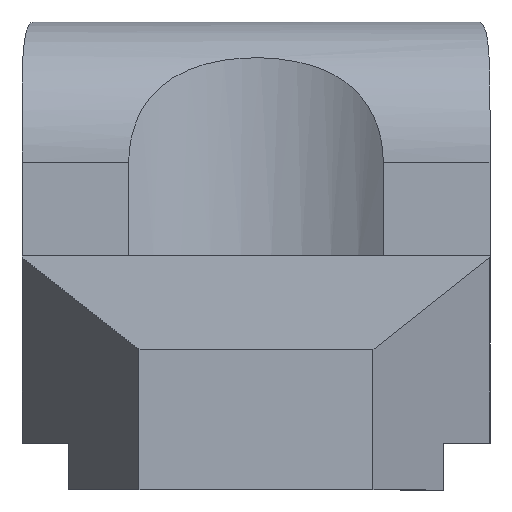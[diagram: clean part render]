
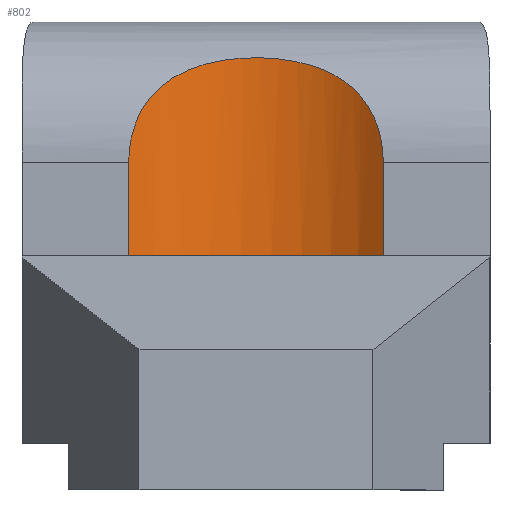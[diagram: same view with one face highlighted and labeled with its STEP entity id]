
A CAD part, left-side view. The second image highlights one B-rep face of the part: STEP entity #802.
In plain terms, the highlighted cylindrical face has radius 21 mm (diameter 42 mm), a partial arc.
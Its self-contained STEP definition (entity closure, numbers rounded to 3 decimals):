
#15 = DIRECTION ( 'NONE',  ( -1., 0., 0. ) ) ;
#25 = CARTESIAN_POINT ( 'NONE',  ( 17.407, 11.763, 41.38 ) ) ;
#31 = CARTESIAN_POINT ( 'NONE',  ( 20.893, 2.157, 46.084 ) ) ;
#38 = CARTESIAN_POINT ( 'NONE',  ( 20.579, 4.265, 45.793 ) ) ;
#47 = CARTESIAN_POINT ( 'NONE',  ( 20.279, -5.47, 45.492 ) ) ;
#77 = EDGE_CURVE ( 'NONE', #996, #521, #380, .T. ) ;
#110 = CARTESIAN_POINT ( 'NONE',  ( 19.364, 8.167, 44.475 ) ) ;
#117 = CARTESIAN_POINT ( 'NONE',  ( 16.15, 13.423, 37.16 ) ) ;
#123 = CARTESIAN_POINT ( 'NONE',  ( 19.921, -6.656, 45.114 ) ) ;
#127 = DIRECTION ( 'NONE',  ( 0., 0., 1. ) ) ;
#131 = CARTESIAN_POINT ( 'NONE',  ( 16., -13.601, 35.871 ) ) ;
#136 = CARTESIAN_POINT ( 'NONE',  ( 18.388, -10.149, 43.126 ) ) ;
#158 = VERTEX_POINT ( 'NONE', #313 ) ;
#164 = ORIENTED_EDGE ( 'NONE', *, *, #964, .T. ) ;
#172 = CARTESIAN_POINT ( 'NONE',  ( 16., 13.601, 35. ) ) ;
#179 = CARTESIAN_POINT ( 'NONE',  ( 0., 0., 55. ) ) ;
#194 = CARTESIAN_POINT ( 'NONE',  ( 19.922, 6.654, 45.115 ) ) ;
#201 = CARTESIAN_POINT ( 'NONE',  ( 17.89, 11.002, 42.297 ) ) ;
#207 = CARTESIAN_POINT ( 'NONE',  ( 16., -13.601, 35. ) ) ;
#211 = CARTESIAN_POINT ( 'NONE',  ( 19.788, -7.044, 44.966 ) ) ;
#260 = DIRECTION ( 'NONE',  ( 0., 0., -1. ) ) ;
#273 = DIRECTION ( 'NONE',  ( 0., 0., -1. ) ) ;
#280 = ORIENTED_EDGE ( 'NONE', *, *, #304, .F. ) ;
#288 = CARTESIAN_POINT ( 'NONE',  ( 19.789, 7.041, 44.967 ) ) ;
#292 = CARTESIAN_POINT ( 'NONE',  ( 16.706, -12.726, 39.565 ) ) ;
#298 = CARTESIAN_POINT ( 'NONE',  ( 20.933, 1.725, 46.121 ) ) ;
#304 = EDGE_CURVE ( 'NONE', #158, #549, #581, .T. ) ;
#313 = CARTESIAN_POINT ( 'NONE',  ( 16., -13.601, 35. ) ) ;
#363 = CARTESIAN_POINT ( 'NONE',  ( 17.104, 12.193, 40.703 ) ) ;
#369 = CARTESIAN_POINT ( 'NONE',  ( 19.051, 8.865, 44.085 ) ) ;
#375 = CARTESIAN_POINT ( 'NONE',  ( 20.278, 5.475, 45.491 ) ) ;
#380 = LINE ( 'NONE', #956, #667 ) ;
#384 = B_SPLINE_CURVE_WITH_KNOTS ( 'NONE', 3,
 ( #207, #131, #707, #877, #629, #1023, #292, #852, #716, #555, #862, #946, #467, #136, #952, #385, #471, #211, #123, #784, #47, #453, #534, #462, #622, #794, #1032, #298, #31, #857, #38, #375, #635, #194, #288, #110, #369, #775, #546, #936, #201, #25, #363, #695, #868, #117, #458, #779, #699, #817 ),
 .UNSPECIFIED., .F., .F.,
 ( 4, 2, 2, 2, 2, 2, 2, 2, 2, 2, 2, 2, 2, 2, 2, 2, 2, 2, 2, 2, 2, 2, 2, 2, 4 ),
 ( 0., 0.003, 0.004, 0.005, 0.006, 0.008, 0.009, 0.01, 0.013, 0.014, 0.015, 0.018, 0.021, 0.022, 0.023, 0.026, 0.027, 0.028, 0.031, 0.032, 0.033, 0.036, 0.039, 0.04, 0.041 ),
 .UNSPECIFIED. ) ;
#385 = CARTESIAN_POINT ( 'NONE',  ( 19.051, -8.865, 44.086 ) ) ;
#408 = VECTOR ( 'NONE', #273, 1000. ) ;
#453 = CARTESIAN_POINT ( 'NONE',  ( 20.582, -4.253, 45.795 ) ) ;
#455 = EDGE_CURVE ( 'NONE', #549, #996, #835, .T. ) ;
#458 = CARTESIAN_POINT ( 'NONE',  ( 16.094, 13.49, 36.733 ) ) ;
#462 = CARTESIAN_POINT ( 'NONE',  ( 20.948, -1.706, 46.135 ) ) ;
#463 = DIRECTION ( 'NONE',  ( 0., 0., 1. ) ) ;
#467 = CARTESIAN_POINT ( 'NONE',  ( 18.055, -10.73, 42.584 ) ) ;
#471 = CARTESIAN_POINT ( 'NONE',  ( 19.364, -8.164, 44.476 ) ) ;
#521 = VERTEX_POINT ( 'NONE', #172 ) ;
#534 = CARTESIAN_POINT ( 'NONE',  ( 20.738, -3.417, 45.941 ) ) ;
#546 = CARTESIAN_POINT ( 'NONE',  ( 18.391, 10.142, 43.132 ) ) ;
#549 = VERTEX_POINT ( 'NONE', #673 ) ;
#555 = CARTESIAN_POINT ( 'NONE',  ( 17.406, -11.751, 41.352 ) ) ;
#581 = LINE ( 'NONE', #613, #408 ) ;
#597 = CARTESIAN_POINT ( 'NONE',  ( 16., 13.601, 25. ) ) ;
#613 = CARTESIAN_POINT ( 'NONE',  ( 16., -13.601, 55. ) ) ;
#622 = CARTESIAN_POINT ( 'NONE',  ( 21., -0.849, 46.181 ) ) ;
#629 = CARTESIAN_POINT ( 'NONE',  ( 16.381, -13.141, 38.384 ) ) ;
#635 = CARTESIAN_POINT ( 'NONE',  ( 20.167, 5.872, 45.376 ) ) ;
#638 = CARTESIAN_POINT ( 'NONE',  ( 0., 0., 25. ) ) ;
#667 = VECTOR ( 'NONE', #463, 1000. ) ;
#673 = CARTESIAN_POINT ( 'NONE',  ( 16., -13.601, 25. ) ) ;
#680 = ORIENTED_EDGE ( 'NONE', *, *, #455, .F. ) ;
#682 = AXIS2_PLACEMENT_3D ( 'NONE', #638, #127, #880 ) ;
#695 = CARTESIAN_POINT ( 'NONE',  ( 16.578, 12.899, 39.199 ) ) ;
#697 = EDGE_LOOP ( 'NONE', ( #680, #280, #164, #973 ) ) ;
#699 = CARTESIAN_POINT ( 'NONE',  ( 16., 13.601, 35.436 ) ) ;
#707 = CARTESIAN_POINT ( 'NONE',  ( 16.075, -13.514, 36.722 ) ) ;
#716 = CARTESIAN_POINT ( 'NONE',  ( 17.106, -12.185, 40.665 ) ) ;
#775 = CARTESIAN_POINT ( 'NONE',  ( 18.559, 9.833, 43.385 ) ) ;
#779 = CARTESIAN_POINT ( 'NONE',  ( 16.019, 13.579, 35.87 ) ) ;
#784 = CARTESIAN_POINT ( 'NONE',  ( 20.167, -5.869, 45.377 ) ) ;
#794 = CARTESIAN_POINT ( 'NONE',  ( 21., 0.437, 46.18 ) ) ;
#802 = ADVANCED_FACE ( 'NONE', ( #990 ), #830, .F. ) ;
#817 = CARTESIAN_POINT ( 'NONE',  ( 16., 13.601, 35. ) ) ;
#830 = CYLINDRICAL_SURFACE ( 'NONE', #905, 21. ) ;
#835 = CIRCLE ( 'NONE', #682, 21. ) ;
#852 = CARTESIAN_POINT ( 'NONE',  ( 16.965, -12.379, 40.307 ) ) ;
#857 = CARTESIAN_POINT ( 'NONE',  ( 20.735, 3.436, 45.938 ) ) ;
#862 = CARTESIAN_POINT ( 'NONE',  ( 17.565, -11.513, 41.681 ) ) ;
#868 = CARTESIAN_POINT ( 'NONE',  ( 16.367, 13.159, 38.405 ) ) ;
#877 = CARTESIAN_POINT ( 'NONE',  ( 16.291, -13.252, 37.97 ) ) ;
#880 = DIRECTION ( 'NONE',  ( 1., 0., 0. ) ) ;
#905 = AXIS2_PLACEMENT_3D ( 'NONE', #179, #260, #15 ) ;
#936 = CARTESIAN_POINT ( 'NONE',  ( 18.055, 10.729, 42.586 ) ) ;
#946 = CARTESIAN_POINT ( 'NONE',  ( 17.889, -11.003, 42.296 ) ) ;
#952 = CARTESIAN_POINT ( 'NONE',  ( 18.556, -9.839, 43.38 ) ) ;
#956 = CARTESIAN_POINT ( 'NONE',  ( 16., 13.601, 55. ) ) ;
#964 = EDGE_CURVE ( 'NONE', #158, #521, #384, .T. ) ;
#973 = ORIENTED_EDGE ( 'NONE', *, *, #77, .F. ) ;
#990 = FACE_OUTER_BOUND ( 'NONE', #697, .T. ) ;
#996 = VERTEX_POINT ( 'NONE', #597 ) ;
#1023 = CARTESIAN_POINT ( 'NONE',  ( 16.589, -12.878, 39.181 ) ) ;
#1032 = CARTESIAN_POINT ( 'NONE',  ( 20.987, 0.866, 46.168 ) ) ;
